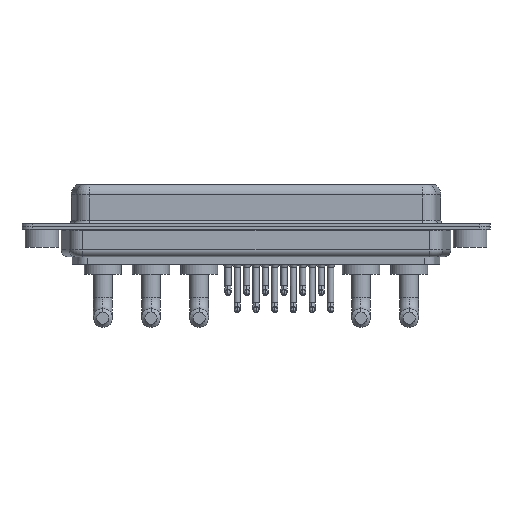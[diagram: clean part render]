
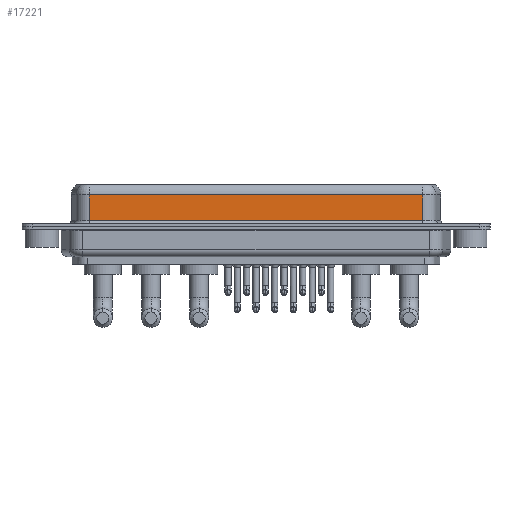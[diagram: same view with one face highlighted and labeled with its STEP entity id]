
A CAD part, front view. The second image highlights one B-rep face of the part: STEP entity #17221.
In plain terms, the highlighted planar face has unit normal (0, -1, 0).
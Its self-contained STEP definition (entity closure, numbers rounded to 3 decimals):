
#171 = ORIENTED_EDGE ( 'NONE', *, *, #7981, .T. ) ;
#251 = EDGE_CURVE ( 'NONE', #10748, #438, #3856, .T. ) ;
#438 = VERTEX_POINT ( 'NONE', #2928 ) ;
#1729 = DIRECTION ( 'NONE',  ( 0., 0., -1. ) ) ;
#1736 = VECTOR ( 'NONE', #1729, 1000. ) ;
#2928 = CARTESIAN_POINT ( 'NONE',  ( 7.038, -3.95, 4.65 ) ) ;
#3111 = FACE_OUTER_BOUND ( 'NONE', #4776, .T. ) ;
#3709 = CARTESIAN_POINT ( 'NONE',  ( 56.462, -3.95, 0.9 ) ) ;
#3856 = LINE ( 'NONE', #7024, #14626 ) ;
#3895 = ORIENTED_EDGE ( 'NONE', *, *, #9224, .F. ) ;
#4776 = EDGE_LOOP ( 'NONE', ( #3895, #10179, #9206, #171 ) ) ;
#5061 = CARTESIAN_POINT ( 'NONE',  ( 56.462, -3.95, 0.9 ) ) ;
#5385 = DIRECTION ( 'NONE',  ( -1., 0., 0. ) ) ;
#6283 = PLANE ( 'NONE',  #13780 ) ;
#6822 = CARTESIAN_POINT ( 'NONE',  ( 7.038, -3.95, 0.9 ) ) ;
#7024 = CARTESIAN_POINT ( 'NONE',  ( 56.462, -3.95, 4.65 ) ) ;
#7625 = DIRECTION ( 'NONE',  ( 0., 1., 0. ) ) ;
#7981 = EDGE_CURVE ( 'NONE', #13701, #17299, #12649, .T. ) ;
#8938 = VECTOR ( 'NONE', #13062, 1000. ) ;
#9206 = ORIENTED_EDGE ( 'NONE', *, *, #18349, .T. ) ;
#9224 = EDGE_CURVE ( 'NONE', #10748, #17299, #18642, .T. ) ;
#10179 = ORIENTED_EDGE ( 'NONE', *, *, #251, .T. ) ;
#10748 = VERTEX_POINT ( 'NONE', #17608 ) ;
#10979 = CARTESIAN_POINT ( 'NONE',  ( 56.462, -3.95, 6.4 ) ) ;
#11144 = LINE ( 'NONE', #15695, #18059 ) ;
#12325 = DIRECTION ( 'NONE',  ( 0., 0., 1. ) ) ;
#12649 = LINE ( 'NONE', #5061, #8938 ) ;
#12785 = CARTESIAN_POINT ( 'NONE',  ( 56.462, -3.95, 6.4 ) ) ;
#13062 = DIRECTION ( 'NONE',  ( 1., 0., 0. ) ) ;
#13701 = VERTEX_POINT ( 'NONE', #6822 ) ;
#13780 = AXIS2_PLACEMENT_3D ( 'NONE', #10979, #7625, #12325 ) ;
#14057 = DIRECTION ( 'NONE',  ( 0., 0., -1. ) ) ;
#14626 = VECTOR ( 'NONE', #5385, 1000. ) ;
#15695 = CARTESIAN_POINT ( 'NONE',  ( 7.038, -3.95, 6.4 ) ) ;
#17221 = ADVANCED_FACE ( 'NONE', ( #3111 ), #6283, .F. ) ;
#17299 = VERTEX_POINT ( 'NONE', #3709 ) ;
#17608 = CARTESIAN_POINT ( 'NONE',  ( 56.462, -3.95, 4.65 ) ) ;
#18059 = VECTOR ( 'NONE', #14057, 1000. ) ;
#18349 = EDGE_CURVE ( 'NONE', #438, #13701, #11144, .T. ) ;
#18642 = LINE ( 'NONE', #12785, #1736 ) ;
